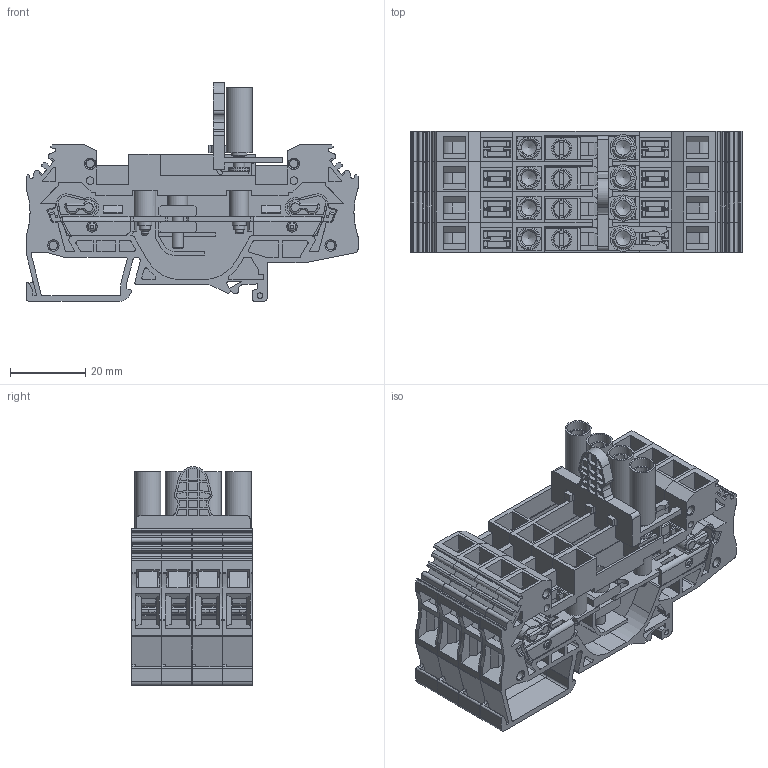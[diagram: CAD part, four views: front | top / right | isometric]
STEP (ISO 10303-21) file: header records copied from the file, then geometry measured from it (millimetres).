
FILE_DESCRIPTION(/* description */ ('Unknown'),/* implementation_level */ '2;1');
FILE_NAME(/* name */ 'DSCDT6-4W_3D',/* time_stamp */ '2023-01-23T10:03:05+06:00',/* author */ ('Unknown'),/* organization */ ('Unknown'),/* preprocessor_version */ 'ST-DEVELOPER v16.7',/* originating_system */ 'Solid Edge',/* authorisation */ 'Unknown');
FILE_SCHEMA (('AUTOMOTIVE_DESIGN {1 0 10303 214 3 1 1}'));
Length unit declared in the file: millimetre
Products named in the file (18): 2DSCDT6-4W; 6DSCDT6H; 9SADSCDT6SC; 8DSCDT6SC; 8DSCDT6NUT; 6SLK2.5CAP; 52SCKULTD6; 51MDKSTD6WS; 6KSTD6WSSLV; 9SADSCDT6CRH; 8DSCDT6CRH; 9DST6CL; 9SADSCDT6CLH; 8DSCDT6CLH; 51MDKUTSD6; 51VPCCLASD; 6DSLD6-4W
Assembly tree (42 placements, depth 3):
  2DSCDT6-4W
    6DSCDT6H  x4
    9SADSCDT6SC  x4
      8DSCDT6SC
      8DSCDT6NUT
      6SLK2.5CAP
      52SCKULTD6
    51MDKSTD6WS  x7
      51MDKSTD6WS
      6KSTD6WSSLV
    9SADSCDT6CRH  x4
      8DSCDT6CRH
      9DST6CL
    9SADSCDT6CLH  x4
      8DSCDT6CLH
      9DST6CL
    51MDKUTSD6  x4
    51VPCCLASD  x4
    6DSLD6-4W
Bounding box: 88 x 32.03 x 58 mm (x, y, z)
Volume: 46977.5 mm3; surface area: 81798.7 mm2
Topology: 59 solids, 59 shells, 4039 faces, 11083 edges, 7274 vertices
Faces by surface type: plane 2692, cylinder 1106, torus 125, cone 112, sphere 4
Full cylindrical faces by diameter (mm): 1.5 x8, 2 x12, 2.15 x7, 2.4 x7, 2.459 x12, 2.75 x4, 2.8 x16, 3 x26, 3.1 x4, 3.2 x8, 3.7 x8, 4 x18, 4.5 x4, 4.6 x4, 5 x8, 5.3 x4, 5.5 x7, 5.85 x7, 6 x18, 6.15 x7, 6.9 x7
Entity records: 40561 total; most frequent: CARTESIAN_POINT 6588, DIRECTION 6213, ORIENTED_EDGE 6184, EDGE_CURVE 3092, LINE 2255, VECTOR 2255, VERTEX_POINT 2076, AXIS2_PLACEMENT_3D 1979
